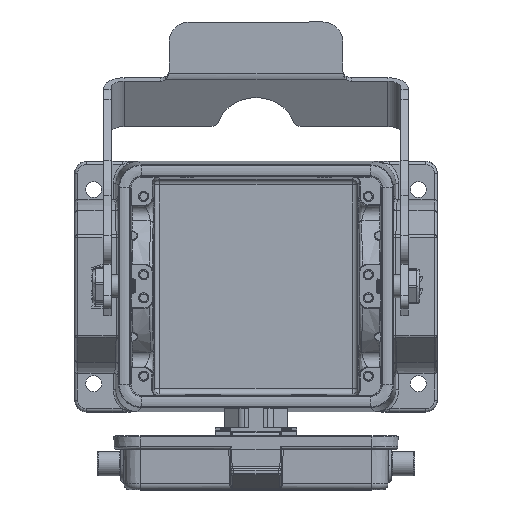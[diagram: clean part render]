
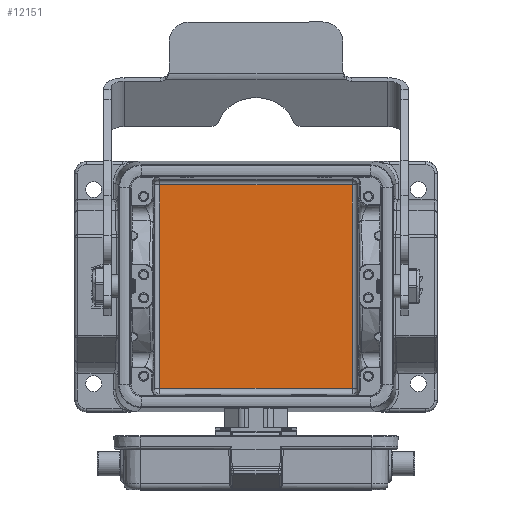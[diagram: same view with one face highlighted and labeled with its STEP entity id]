
A CAD part, top view. The second image highlights one B-rep face of the part: STEP entity #12151.
In plain terms, the highlighted planar face has unit normal (0, 0, 1).
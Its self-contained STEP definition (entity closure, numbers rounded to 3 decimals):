
#10956=FACE_OUTER_BOUND('',#17056,.T.);
#12151=ADVANCED_FACE('',(#10956),#12838,.T.);
#12838=PLANE('',#30811);
#13987=LINE('',#67974,#15394);
#13988=LINE('',#67976,#15395);
#13989=LINE('',#67979,#15396);
#13990=LINE('',#67980,#15397);
#15394=VECTOR('',#35666,1.);
#15395=VECTOR('',#35669,1.);
#15396=VECTOR('',#35670,1.);
#15397=VECTOR('',#35671,1.);
#17056=EDGE_LOOP('',(#21540,#21541,#21542,#21543));
#21540=ORIENTED_EDGE('',*,*,#27424,.T.);
#21541=ORIENTED_EDGE('',*,*,#27425,.T.);
#21542=ORIENTED_EDGE('',*,*,#27423,.T.);
#21543=ORIENTED_EDGE('',*,*,#27426,.T.);
#24802=VERTEX_POINT('',#67969);
#24803=VERTEX_POINT('',#67973);
#24804=VERTEX_POINT('',#67977);
#24805=VERTEX_POINT('',#67978);
#27423=EDGE_CURVE('',#24803,#24802,#13987,.T.);
#27424=EDGE_CURVE('',#24804,#24805,#13988,.T.);
#27425=EDGE_CURVE('',#24805,#24803,#13989,.T.);
#27426=EDGE_CURVE('',#24802,#24804,#13990,.T.);
#30811=AXIS2_PLACEMENT_3D('',#67981,#35672,#35673);
#35666=DIRECTION('',(0.,1.,0.));
#35669=DIRECTION('',(0.,-1.,0.));
#35670=DIRECTION('',(1.,0.,0.));
#35671=DIRECTION('',(-1.,0.,0.));
#35672=DIRECTION('',(0.,0.,1.));
#35673=DIRECTION('',(1.,0.,0.));
#67969=CARTESIAN_POINT('',(33.129,35.078,-37.55));
#67973=CARTESIAN_POINT('',(33.129,-35.078,-37.55));
#67974=CARTESIAN_POINT('',(33.129,-35.078,-37.55));
#67976=CARTESIAN_POINT('',(-33.129,35.078,-37.55));
#67977=CARTESIAN_POINT('',(-33.129,35.078,-37.55));
#67978=CARTESIAN_POINT('',(-33.129,-35.078,-37.55));
#67979=CARTESIAN_POINT('',(0.,-35.078,-37.55));
#67980=CARTESIAN_POINT('',(0.,35.078,-37.55));
#67981=CARTESIAN_POINT('',(0.,0.,-37.55));
